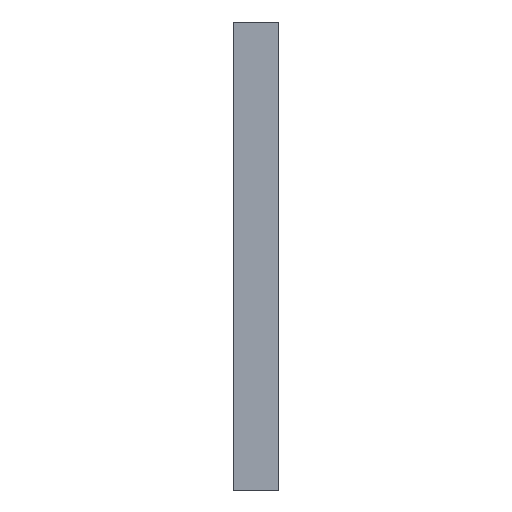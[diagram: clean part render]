
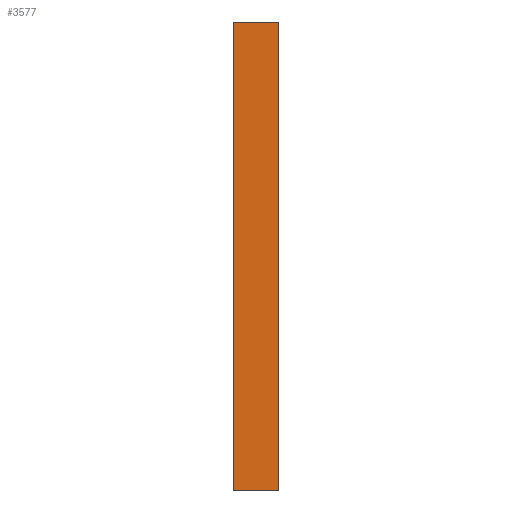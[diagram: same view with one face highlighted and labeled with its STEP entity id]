
A CAD part, front view. The second image highlights one B-rep face of the part: STEP entity #3577.
In plain terms, the highlighted planar face has unit normal (0, -1, 0).
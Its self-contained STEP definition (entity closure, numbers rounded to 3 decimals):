
#107 = VERTEX_POINT ( 'NONE', #1768 ) ;
#108 = VECTOR ( 'NONE', #1494, 1000. ) ;
#157 = ORIENTED_EDGE ( 'NONE', *, *, #2219, .T. ) ;
#210 = VERTEX_POINT ( 'NONE', #3825 ) ;
#216 = VERTEX_POINT ( 'NONE', #735 ) ;
#300 = PLANE ( 'NONE',  #3717 ) ;
#333 = EDGE_CURVE ( 'NONE', #1773, #2154, #903, .T. ) ;
#536 = DIRECTION ( 'NONE',  ( 0., 1., 0. ) ) ;
#564 = ORIENTED_EDGE ( 'NONE', *, *, #3476, .F. ) ;
#567 = CARTESIAN_POINT ( 'NONE',  ( 95., 0., -1000. ) ) ;
#583 = ORIENTED_EDGE ( 'NONE', *, *, #333, .T. ) ;
#623 = ORIENTED_EDGE ( 'NONE', *, *, #3773, .T. ) ;
#665 = CARTESIAN_POINT ( 'NONE',  ( -95., 0., -1000. ) ) ;
#674 = VERTEX_POINT ( 'NONE', #3111 ) ;
#735 = CARTESIAN_POINT ( 'NONE',  ( -95., 0., 1000. ) ) ;
#744 = CARTESIAN_POINT ( 'NONE',  ( -95., 0., 1000. ) ) ;
#804 = LINE ( 'NONE', #744, #2573 ) ;
#873 = ORIENTED_EDGE ( 'NONE', *, *, #1764, .F. ) ;
#903 = LINE ( 'NONE', #567, #1532 ) ;
#1095 = CARTESIAN_POINT ( 'NONE',  ( -95., 0., -1000. ) ) ;
#1282 = VERTEX_POINT ( 'NONE', #1095 ) ;
#1290 = VECTOR ( 'NONE', #1554, 1000. ) ;
#1337 = DIRECTION ( 'NONE',  ( 1., 0., 0. ) ) ;
#1358 = CARTESIAN_POINT ( 'NONE',  ( 95., 0., 1000. ) ) ;
#1417 = VECTOR ( 'NONE', #1522, 1000. ) ;
#1494 = DIRECTION ( 'NONE',  ( 0., 0., -1. ) ) ;
#1510 = ORIENTED_EDGE ( 'NONE', *, *, #3939, .F. ) ;
#1522 = DIRECTION ( 'NONE',  ( 1., 0., 0. ) ) ;
#1532 = VECTOR ( 'NONE', #3021, 1000. ) ;
#1554 = DIRECTION ( 'NONE',  ( 1., 0., 0. ) ) ;
#1683 = CARTESIAN_POINT ( 'NONE',  ( -93.4, 0., -1000. ) ) ;
#1763 = ORIENTED_EDGE ( 'NONE', *, *, #2622, .F. ) ;
#1764 = EDGE_CURVE ( 'NONE', #107, #674, #1777, .T. ) ;
#1768 = CARTESIAN_POINT ( 'NONE',  ( -93.4, 0., 1000. ) ) ;
#1773 = VERTEX_POINT ( 'NONE', #2432 ) ;
#1777 = LINE ( 'NONE', #3658, #1417 ) ;
#1858 = LINE ( 'NONE', #3096, #1290 ) ;
#1890 = DIRECTION ( 'NONE',  ( -1., 0., 0. ) ) ;
#1896 = EDGE_LOOP ( 'NONE', ( #157, #583, #1763, #564, #873, #2857, #623, #1510 ) ) ;
#1936 = LINE ( 'NONE', #665, #3852 ) ;
#2101 = VERTEX_POINT ( 'NONE', #1683 ) ;
#2105 = DIRECTION ( 'NONE',  ( -1., 0., 0. ) ) ;
#2130 = FACE_OUTER_BOUND ( 'NONE', #1896, .T. ) ;
#2154 = VERTEX_POINT ( 'NONE', #3956 ) ;
#2202 = CARTESIAN_POINT ( 'NONE',  ( -95., 0., 1000. ) ) ;
#2219 = EDGE_CURVE ( 'NONE', #2101, #1773, #1858, .T. ) ;
#2432 = CARTESIAN_POINT ( 'NONE',  ( 93.4, 0., -1000. ) ) ;
#2435 = VECTOR ( 'NONE', #1337, 1000. ) ;
#2573 = VECTOR ( 'NONE', #3553, 1000. ) ;
#2622 = EDGE_CURVE ( 'NONE', #210, #2154, #2922, .T. ) ;
#2804 = CARTESIAN_POINT ( 'NONE',  ( -95., 0., 1000. ) ) ;
#2857 = ORIENTED_EDGE ( 'NONE', *, *, #3249, .T. ) ;
#2922 = LINE ( 'NONE', #1358, #3643 ) ;
#3021 = DIRECTION ( 'NONE',  ( 1., 0., 0. ) ) ;
#3096 = CARTESIAN_POINT ( 'NONE',  ( -95., 0., -1000. ) ) ;
#3111 = CARTESIAN_POINT ( 'NONE',  ( 93.4, 0., 1000. ) ) ;
#3234 = DIRECTION ( 'NONE',  ( 0., 0., -1. ) ) ;
#3249 = EDGE_CURVE ( 'NONE', #107, #216, #804, .T. ) ;
#3349 = LINE ( 'NONE', #2804, #108 ) ;
#3474 = LINE ( 'NONE', #2202, #2435 ) ;
#3476 = EDGE_CURVE ( 'NONE', #674, #210, #3474, .T. ) ;
#3553 = DIRECTION ( 'NONE',  ( -1., 0., 0. ) ) ;
#3577 = ADVANCED_FACE ( 'NONE', ( #2130 ), #300, .F. ) ;
#3637 = CARTESIAN_POINT ( 'NONE',  ( -95., 0., 1000. ) ) ;
#3643 = VECTOR ( 'NONE', #3234, 1000. ) ;
#3658 = CARTESIAN_POINT ( 'NONE',  ( -95., 0., 1000. ) ) ;
#3717 = AXIS2_PLACEMENT_3D ( 'NONE', #3637, #536, #2105 ) ;
#3773 = EDGE_CURVE ( 'NONE', #216, #1282, #3349, .T. ) ;
#3825 = CARTESIAN_POINT ( 'NONE',  ( 95., 0., 1000. ) ) ;
#3852 = VECTOR ( 'NONE', #1890, 1000. ) ;
#3939 = EDGE_CURVE ( 'NONE', #2101, #1282, #1936, .T. ) ;
#3956 = CARTESIAN_POINT ( 'NONE',  ( 95., 0., -1000. ) ) ;
